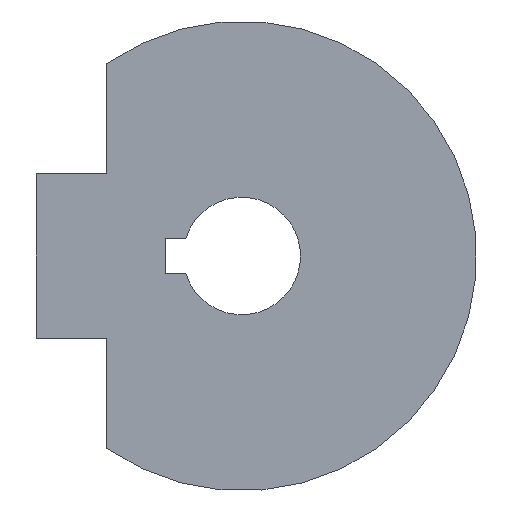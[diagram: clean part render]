
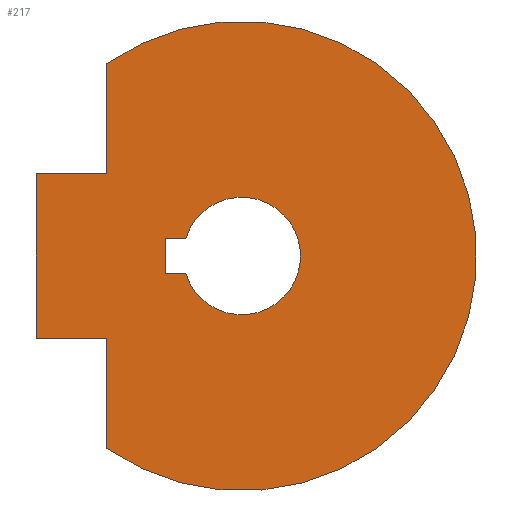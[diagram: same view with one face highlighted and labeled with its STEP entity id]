
A CAD part, left-side view. The second image highlights one B-rep face of the part: STEP entity #217.
In plain terms, the highlighted planar face has unit normal (-1, 0, 0).
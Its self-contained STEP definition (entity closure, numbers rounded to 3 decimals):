
#39 = CARTESIAN_POINT ( 'NONE',  ( 0., 0., 0. ) ) ;
#51 = VERTEX_POINT ( 'NONE', #1400 ) ;
#70 = DIRECTION ( 'NONE',  ( 0., 1., 0. ) ) ;
#93 = AXIS2_PLACEMENT_3D ( 'NONE', #995, #1711, #739 ) ;
#108 = EDGE_CURVE ( 'NONE', #1193, #1572, #968, .T. ) ;
#117 = CARTESIAN_POINT ( 'NONE',  ( 0., 35., -14. ) ) ;
#135 = EDGE_CURVE ( 'NONE', #1572, #812, #453, .T. ) ;
#148 = ORIENTED_EDGE ( 'NONE', *, *, #1619, .F. ) ;
#163 = FACE_OUTER_BOUND ( 'NONE', #264, .T. ) ;
#170 = CARTESIAN_POINT ( 'NONE',  ( 0., 9.539, 3. ) ) ;
#217 = ADVANCED_FACE ( 'NONE', ( #630, #163 ), #1153, .T. ) ;
#233 = VERTEX_POINT ( 'NONE', #117 ) ;
#244 = LINE ( 'NONE', #1682, #1379 ) ;
#264 = EDGE_LOOP ( 'NONE', ( #1689, #1096, #1551, #148, #1161, #1374 ) ) ;
#358 = DIRECTION ( 'NONE',  ( 0., -1., 0. ) ) ;
#363 = CARTESIAN_POINT ( 'NONE',  ( 0., 0., 3. ) ) ;
#410 = CIRCLE ( 'NONE', #1666, 10. ) ;
#446 = DIRECTION ( 'NONE',  ( 0., 0., 1. ) ) ;
#453 = CIRCLE ( 'NONE', #93, 40. ) ;
#469 = CARTESIAN_POINT ( 'NONE',  ( 0., 0., -3. ) ) ;
#485 = DIRECTION ( 'NONE',  ( -1., 0., 0. ) ) ;
#491 = VECTOR ( 'NONE', #835, 1000. ) ;
#522 = CARTESIAN_POINT ( 'NONE',  ( 0., 23., 32.726 ) ) ;
#533 = CARTESIAN_POINT ( 'NONE',  ( 0., 35., 14. ) ) ;
#535 = DIRECTION ( 'NONE',  ( 0., 0., 1. ) ) ;
#553 = VECTOR ( 'NONE', #648, 1000. ) ;
#563 = VERTEX_POINT ( 'NONE', #1671 ) ;
#594 = LINE ( 'NONE', #469, #886 ) ;
#622 = EDGE_CURVE ( 'NONE', #670, #1601, #410, .T. ) ;
#630 = FACE_BOUND ( 'NONE', #1537, .T. ) ;
#632 = EDGE_CURVE ( 'NONE', #1324, #51, #693, .T. ) ;
#648 = DIRECTION ( 'NONE',  ( 0., -1., 0. ) ) ;
#656 = EDGE_CURVE ( 'NONE', #233, #1691, #715, .T. ) ;
#664 = CARTESIAN_POINT ( 'NONE',  ( 0., 23., 0. ) ) ;
#670 = VERTEX_POINT ( 'NONE', #170 ) ;
#678 = CARTESIAN_POINT ( 'NONE',  ( 0., 13., 3. ) ) ;
#691 = DIRECTION ( 'NONE',  ( 1., 0., 0. ) ) ;
#693 = LINE ( 'NONE', #1235, #1523 ) ;
#715 = LINE ( 'NONE', #1649, #491 ) ;
#729 = DIRECTION ( 'NONE',  ( 0., -1., 0. ) ) ;
#739 = DIRECTION ( 'NONE',  ( 0., 1., 0. ) ) ;
#751 = CARTESIAN_POINT ( 'NONE',  ( 0., 23., -32.726 ) ) ;
#759 = LINE ( 'NONE', #1321, #553 ) ;
#792 = ORIENTED_EDGE ( 'NONE', *, *, #622, .T. ) ;
#812 = VERTEX_POINT ( 'NONE', #751 ) ;
#815 = EDGE_CURVE ( 'NONE', #670, #1324, #1406, .T. ) ;
#835 = DIRECTION ( 'NONE',  ( 0., 0., 1. ) ) ;
#865 = ORIENTED_EDGE ( 'NONE', *, *, #632, .F. ) ;
#886 = VECTOR ( 'NONE', #358, 1000. ) ;
#891 = DIRECTION ( 'NONE',  ( 0., 1., 0. ) ) ;
#925 = VECTOR ( 'NONE', #891, 1000. ) ;
#968 = LINE ( 'NONE', #1254, #1565 ) ;
#995 = CARTESIAN_POINT ( 'NONE',  ( 0., 0., 0. ) ) ;
#1054 = VECTOR ( 'NONE', #535, 1000. ) ;
#1090 = DIRECTION ( 'NONE',  ( 0., 0., -1. ) ) ;
#1096 = ORIENTED_EDGE ( 'NONE', *, *, #135, .F. ) ;
#1112 = ORIENTED_EDGE ( 'NONE', *, *, #815, .F. ) ;
#1125 = EDGE_CURVE ( 'NONE', #51, #1601, #594, .T. ) ;
#1153 = PLANE ( 'NONE',  #1635 ) ;
#1161 = ORIENTED_EDGE ( 'NONE', *, *, #656, .F. ) ;
#1193 = VERTEX_POINT ( 'NONE', #1633 ) ;
#1235 = CARTESIAN_POINT ( 'NONE',  ( 0., 13., 3. ) ) ;
#1254 = CARTESIAN_POINT ( 'NONE',  ( 0., 23., 0. ) ) ;
#1275 = EDGE_CURVE ( 'NONE', #812, #563, #1582, .T. ) ;
#1290 = CARTESIAN_POINT ( 'NONE',  ( 0., 0., 0. ) ) ;
#1306 = CARTESIAN_POINT ( 'NONE',  ( 0., 9.539, -3. ) ) ;
#1321 = CARTESIAN_POINT ( 'NONE',  ( 0., 23., 14. ) ) ;
#1324 = VERTEX_POINT ( 'NONE', #678 ) ;
#1374 = ORIENTED_EDGE ( 'NONE', *, *, #1399, .F. ) ;
#1379 = VECTOR ( 'NONE', #70, 1000. ) ;
#1399 = EDGE_CURVE ( 'NONE', #563, #233, #244, .T. ) ;
#1400 = CARTESIAN_POINT ( 'NONE',  ( 0., 13., -3. ) ) ;
#1406 = LINE ( 'NONE', #363, #925 ) ;
#1437 = ORIENTED_EDGE ( 'NONE', *, *, #1125, .F. ) ;
#1523 = VECTOR ( 'NONE', #1090, 1000. ) ;
#1528 = DIRECTION ( 'NONE',  ( 0., 1., 0. ) ) ;
#1537 = EDGE_LOOP ( 'NONE', ( #1437, #865, #1112, #792 ) ) ;
#1551 = ORIENTED_EDGE ( 'NONE', *, *, #108, .F. ) ;
#1565 = VECTOR ( 'NONE', #446, 1000. ) ;
#1572 = VERTEX_POINT ( 'NONE', #522 ) ;
#1582 = LINE ( 'NONE', #664, #1054 ) ;
#1601 = VERTEX_POINT ( 'NONE', #1306 ) ;
#1619 = EDGE_CURVE ( 'NONE', #1691, #1193, #759, .T. ) ;
#1633 = CARTESIAN_POINT ( 'NONE',  ( 0., 23., 14. ) ) ;
#1635 = AXIS2_PLACEMENT_3D ( 'NONE', #1290, #485, #729 ) ;
#1649 = CARTESIAN_POINT ( 'NONE',  ( 0., 35., 14. ) ) ;
#1666 = AXIS2_PLACEMENT_3D ( 'NONE', #39, #691, #1528 ) ;
#1671 = CARTESIAN_POINT ( 'NONE',  ( 0., 23., -14. ) ) ;
#1682 = CARTESIAN_POINT ( 'NONE',  ( 0., 23., -14. ) ) ;
#1689 = ORIENTED_EDGE ( 'NONE', *, *, #1275, .F. ) ;
#1691 = VERTEX_POINT ( 'NONE', #533 ) ;
#1711 = DIRECTION ( 'NONE',  ( 1., 0., 0. ) ) ;
